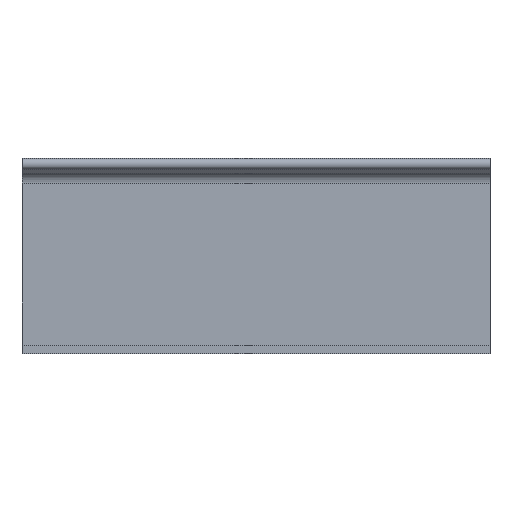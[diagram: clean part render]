
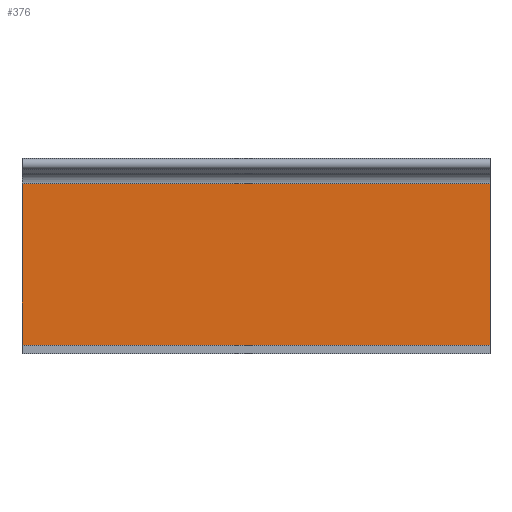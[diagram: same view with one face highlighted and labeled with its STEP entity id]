
A CAD part, front view. The second image highlights one B-rep face of the part: STEP entity #376.
In plain terms, the highlighted planar face has unit normal (0, -1, 0).
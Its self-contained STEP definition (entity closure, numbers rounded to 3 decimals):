
#23 = EDGE_CURVE ( 'NONE', #180, #349, #105, .T. ) ;
#28 = DIRECTION ( 'NONE',  ( 0., 1., 0. ) ) ;
#29 = ORIENTED_EDGE ( 'NONE', *, *, #23, .F. ) ;
#35 = VECTOR ( 'NONE', #45, 1000. ) ;
#45 = DIRECTION ( 'NONE',  ( 0., 0., -1. ) ) ;
#69 = VECTOR ( 'NONE', #249, 1000. ) ;
#85 = LINE ( 'NONE', #211, #120 ) ;
#92 = CARTESIAN_POINT ( 'NONE',  ( 42., -1.5, 30.493 ) ) ;
#99 = DIRECTION ( 'NONE',  ( 0., 0., -1. ) ) ;
#105 = LINE ( 'NONE', #482, #35 ) ;
#120 = VECTOR ( 'NONE', #493, 1000. ) ;
#122 = VERTEX_POINT ( 'NONE', #367 ) ;
#147 = ORIENTED_EDGE ( 'NONE', *, *, #398, .F. ) ;
#149 = AXIS2_PLACEMENT_3D ( 'NONE', #92, #28, #356 ) ;
#152 = EDGE_CURVE ( 'NONE', #180, #122, #506, .T. ) ;
#162 = PLANE ( 'NONE',  #149 ) ;
#171 = ORIENTED_EDGE ( 'NONE', *, *, #152, .T. ) ;
#180 = VERTEX_POINT ( 'NONE', #329 ) ;
#185 = LINE ( 'NONE', #507, #189 ) ;
#186 = ORIENTED_EDGE ( 'NONE', *, *, #492, .T. ) ;
#189 = VECTOR ( 'NONE', #99, 1000. ) ;
#211 = CARTESIAN_POINT ( 'NONE',  ( 42., -1.5, 1.5 ) ) ;
#218 = FACE_OUTER_BOUND ( 'NONE', #470, .T. ) ;
#247 = VERTEX_POINT ( 'NONE', #401 ) ;
#249 = DIRECTION ( 'NONE',  ( -1., 0., 0. ) ) ;
#257 = CARTESIAN_POINT ( 'NONE',  ( 42., -1.5, 30.493 ) ) ;
#329 = CARTESIAN_POINT ( 'NONE',  ( 42., -1.5, 30.493 ) ) ;
#349 = VERTEX_POINT ( 'NONE', #478 ) ;
#356 = DIRECTION ( 'NONE',  ( 0., 0., 1. ) ) ;
#367 = CARTESIAN_POINT ( 'NONE',  ( -42., -1.5, 30.493 ) ) ;
#376 = ADVANCED_FACE ( 'NONE', ( #218 ), #162, .F. ) ;
#398 = EDGE_CURVE ( 'NONE', #349, #247, #85, .T. ) ;
#401 = CARTESIAN_POINT ( 'NONE',  ( -42., -1.5, 1.5 ) ) ;
#470 = EDGE_LOOP ( 'NONE', ( #186, #147, #29, #171 ) ) ;
#478 = CARTESIAN_POINT ( 'NONE',  ( 42., -1.5, 1.5 ) ) ;
#482 = CARTESIAN_POINT ( 'NONE',  ( 42., -1.5, 30.493 ) ) ;
#492 = EDGE_CURVE ( 'NONE', #122, #247, #185, .T. ) ;
#493 = DIRECTION ( 'NONE',  ( -1., 0., 0. ) ) ;
#506 = LINE ( 'NONE', #257, #69 ) ;
#507 = CARTESIAN_POINT ( 'NONE',  ( -42., -1.5, 30.493 ) ) ;
